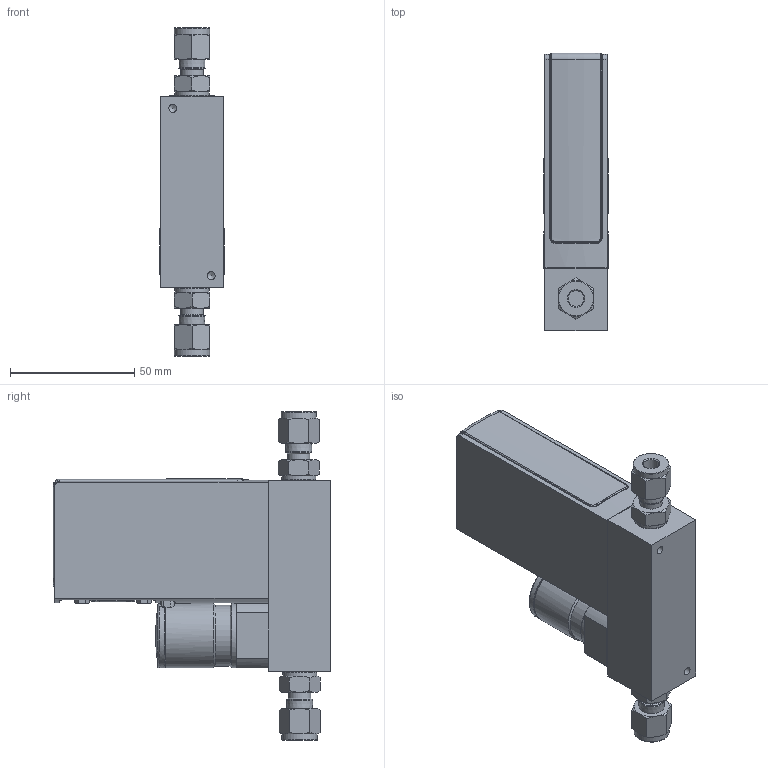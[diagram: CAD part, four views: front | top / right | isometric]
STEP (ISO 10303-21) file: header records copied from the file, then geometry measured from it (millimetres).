
FILE_DESCRIPTION(/* description */ (''),/* implementation_level */ '2;1');
FILE_NAME(/* name */ 'FG-200CV FG-210CV.stp',/* time_stamp */ '2021-05-11T11:57:44+02:00',/* author */ ('M-Huiskes'),/* organization */ (''),/* preprocessor_version */ 'ST-DEVELOPER v18.1',/* originating_system */ 'Autodesk Inventor 2021',/* authorisation */ '');
FILE_SCHEMA (('AUTOMOTIVE_DESIGN { 1 0 10303 214 3 1 1 }'));
Length unit declared in the file: millimetre
Products named in the file (1): Part3
Bounding box: 26 x 111.72 x 132.2 mm (x, y, z)
Volume: 182269.3 mm3; surface area: 36896.7 mm2
Topology: 1 solids, 14 shells, 934 faces, 2256 edges, 1417 vertices
Faces by surface type: plane 474, cylinder 176, cone 125, bspline 71, sphere 56, torus 32
Full cylindrical faces by diameter (mm): 1.2 x1, 1.626 x2, 1.71 x2, 2.459 x2, 3 x4, 3.242 x2, 3.3 x4, 4.566 x2, 5.5 x5, 6 x5, 6.35 x2, 8.997 x2, 13.716 x2, 14.287 x2, 24.6 x1, 25.9 x2
Entity records: 29376 total; most frequent: CARTESIAN_POINT 7176, ORIENTED_EDGE 4496, DIRECTION 4422, EDGE_CURVE 2248, AXIS2_PLACEMENT_3D 1677, VERTEX_POINT 1417, LINE 1068, VECTOR 1068
